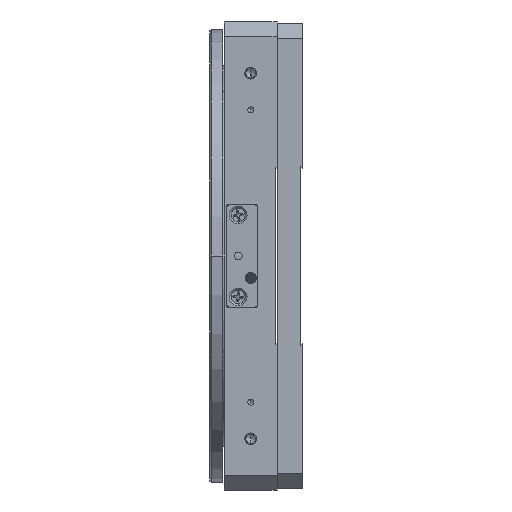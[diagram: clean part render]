
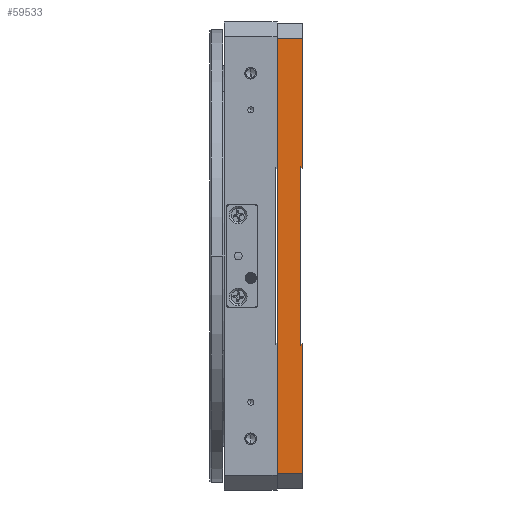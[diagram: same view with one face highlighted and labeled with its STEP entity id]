
A CAD part, left-side view. The second image highlights one B-rep face of the part: STEP entity #59533.
In plain terms, the highlighted planar face has unit normal (-1, 0, 0).
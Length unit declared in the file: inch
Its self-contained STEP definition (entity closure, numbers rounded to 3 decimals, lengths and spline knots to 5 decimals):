
#672 = CARTESIAN_POINT ( 'NONE',  ( -3.12992, 0.33858, 3.12992 ) ) ;
#1818 = VERTEX_POINT ( 'NONE', #24450 ) ;
#2394 = DIRECTION ( 'NONE',  ( 0., 0., -1. ) ) ;
#3451 = DIRECTION ( 'NONE',  ( 0., -1., 0. ) ) ;
#3893 = DIRECTION ( 'NONE',  ( 0., -1., 0. ) ) ;
#4308 = EDGE_CURVE ( 'NONE', #1818, #29175, #17741, .T. ) ;
#5412 = AXIS2_PLACEMENT_3D ( 'NONE', #54329, #27046, #26677 ) ;
#5418 = DIRECTION ( 'NONE',  ( 0., 1., 0. ) ) ;
#7743 = CARTESIAN_POINT ( 'NONE',  ( -3.12992, 0., 2.93307 ) ) ;
#8743 = LINE ( 'NONE', #31538, #50541 ) ;
#8957 = EDGE_LOOP ( 'NONE', ( #67411, #71797, #17472, #49900, #20791, #48810, #25663, #26933 ) ) ;
#11986 = CARTESIAN_POINT ( 'NONE',  ( -3.12992, 0., 3.12992 ) ) ;
#15995 = VERTEX_POINT ( 'NONE', #22094 ) ;
#16383 = CARTESIAN_POINT ( 'NONE',  ( -3.12992, 0., -2.93307 ) ) ;
#17472 = ORIENTED_EDGE ( 'NONE', *, *, #41582, .F. ) ;
#17741 = LINE ( 'NONE', #40550, #51645 ) ;
#20791 = ORIENTED_EDGE ( 'NONE', *, *, #43058, .T. ) ;
#21788 = CARTESIAN_POINT ( 'NONE',  ( -3.12992, 0.01969, -1.1811 ) ) ;
#22094 = CARTESIAN_POINT ( 'NONE',  ( -3.12992, 0., -1.1811 ) ) ;
#22175 = LINE ( 'NONE', #21788, #25609 ) ;
#23701 = VECTOR ( 'NONE', #46630, 39.37008 ) ;
#24348 = CARTESIAN_POINT ( 'NONE',  ( -3.12992, 0.01969, -1.1811 ) ) ;
#24450 = CARTESIAN_POINT ( 'NONE',  ( -3.12992, 0., 1.1811 ) ) ;
#25609 = VECTOR ( 'NONE', #33338, 39.37008 ) ;
#25663 = ORIENTED_EDGE ( 'NONE', *, *, #27608, .F. ) ;
#26677 = DIRECTION ( 'NONE',  ( 0., 0., -1. ) ) ;
#26933 = ORIENTED_EDGE ( 'NONE', *, *, #65383, .T. ) ;
#27046 = DIRECTION ( 'NONE',  ( 1., 0., 0. ) ) ;
#27608 = EDGE_CURVE ( 'NONE', #64886, #45718, #8743, .T. ) ;
#29175 = VERTEX_POINT ( 'NONE', #7743 ) ;
#30576 = EDGE_CURVE ( 'NONE', #50159, #41187, #48388, .T. ) ;
#31538 = CARTESIAN_POINT ( 'NONE',  ( -3.12992, 0.01969, 1.1811 ) ) ;
#32973 = EDGE_CURVE ( 'NONE', #45718, #15995, #22175, .T. ) ;
#33338 = DIRECTION ( 'NONE',  ( 0., -1., 0. ) ) ;
#35810 = CARTESIAN_POINT ( 'NONE',  ( -3.12992, 0.01969, 1.1811 ) ) ;
#35866 = VECTOR ( 'NONE', #5418, 39.37008 ) ;
#37801 = VECTOR ( 'NONE', #3451, 39.37008 ) ;
#39566 = LINE ( 'NONE', #672, #23701 ) ;
#40550 = CARTESIAN_POINT ( 'NONE',  ( -3.12992, 0., 3.12992 ) ) ;
#40899 = LINE ( 'NONE', #62587, #35866 ) ;
#41141 = LINE ( 'NONE', #11986, #42917 ) ;
#41187 = VERTEX_POINT ( 'NONE', #16383 ) ;
#41582 = EDGE_CURVE ( 'NONE', #50159, #62124, #39566, .T. ) ;
#42347 = CARTESIAN_POINT ( 'NONE',  ( -3.12992, 0.33858, 2.93307 ) ) ;
#42917 = VECTOR ( 'NONE', #47097, 39.37008 ) ;
#43058 = EDGE_CURVE ( 'NONE', #41187, #15995, #41141, .T. ) ;
#43477 = LINE ( 'NONE', #53531, #37801 ) ;
#45718 = VERTEX_POINT ( 'NONE', #24348 ) ;
#46630 = DIRECTION ( 'NONE',  ( 0., 0., 1. ) ) ;
#46945 = VECTOR ( 'NONE', #3893, 39.37008 ) ;
#47097 = DIRECTION ( 'NONE',  ( 0., 0., 1. ) ) ;
#48388 = LINE ( 'NONE', #59586, #46945 ) ;
#48810 = ORIENTED_EDGE ( 'NONE', *, *, #32973, .F. ) ;
#49900 = ORIENTED_EDGE ( 'NONE', *, *, #30576, .T. ) ;
#50159 = VERTEX_POINT ( 'NONE', #56717 ) ;
#50541 = VECTOR ( 'NONE', #2394, 39.37008 ) ;
#51645 = VECTOR ( 'NONE', #63337, 39.37008 ) ;
#53531 = CARTESIAN_POINT ( 'NONE',  ( -3.12992, 0.01969, 1.1811 ) ) ;
#54329 = CARTESIAN_POINT ( 'NONE',  ( -3.12992, 0.33858, 3.12992 ) ) ;
#55337 = EDGE_CURVE ( 'NONE', #29175, #62124, #40899, .T. ) ;
#55440 = FACE_OUTER_BOUND ( 'NONE', #8957, .T. ) ;
#56717 = CARTESIAN_POINT ( 'NONE',  ( -3.12992, 0.33858, -2.93307 ) ) ;
#59533 = ADVANCED_FACE ( 'NONE', ( #55440 ), #61038, .F. ) ;
#59586 = CARTESIAN_POINT ( 'NONE',  ( -3.12992, 0.33858, -2.93307 ) ) ;
#61038 = PLANE ( 'NONE',  #5412 ) ;
#62124 = VERTEX_POINT ( 'NONE', #42347 ) ;
#62587 = CARTESIAN_POINT ( 'NONE',  ( -3.12992, 0.33858, 2.93307 ) ) ;
#63337 = DIRECTION ( 'NONE',  ( 0., 0., 1. ) ) ;
#64886 = VERTEX_POINT ( 'NONE', #35810 ) ;
#65383 = EDGE_CURVE ( 'NONE', #64886, #1818, #43477, .T. ) ;
#67411 = ORIENTED_EDGE ( 'NONE', *, *, #4308, .T. ) ;
#71797 = ORIENTED_EDGE ( 'NONE', *, *, #55337, .T. ) ;
